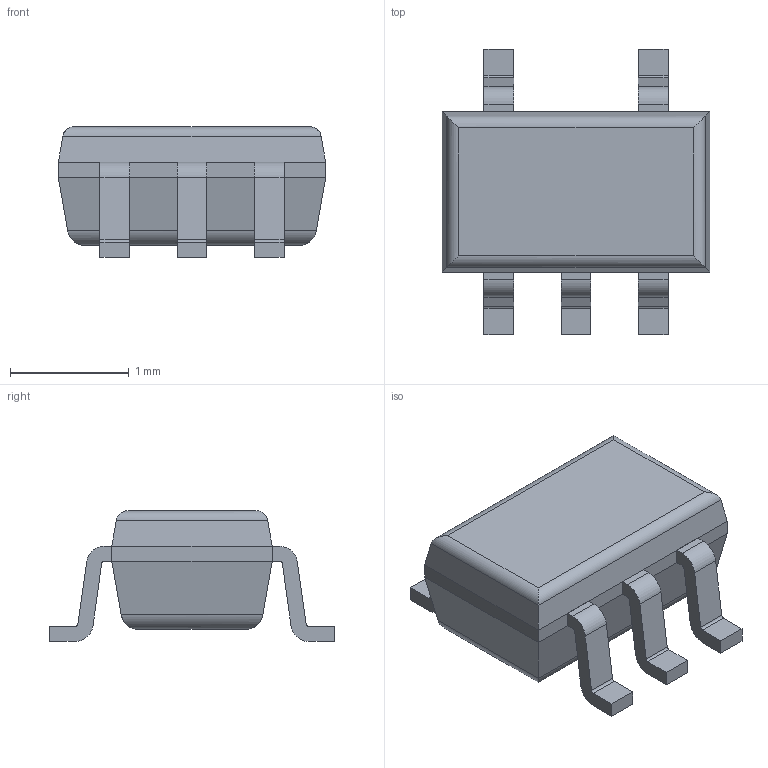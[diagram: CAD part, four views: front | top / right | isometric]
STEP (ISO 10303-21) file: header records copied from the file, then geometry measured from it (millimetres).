
FILE_DESCRIPTION(/* description */ (''),/* implementation_level */ '2;1');
FILE_NAME(/* name */ 'SC-70',/* time_stamp */ '2022-09-04T21:46:27-04:00',/* author */ (''),/* organization */ (''),/* preprocessor_version */ 'ST-DEVELOPER v16.5',/* originating_system */ 'Rhino 7.19',/* authorisation */ '');
FILE_SCHEMA (('AUTOMOTIVE_DESIGN'));
Length unit declared in the file: millimetre
Products named in the file (1): Document
Bounding box: 2.25 x 2.4 x 1.1 mm (x, y, z)
Volume: 2.9 mm3; surface area: 15.8 mm2
Topology: 6 solids, 6 shells, 92 faces, 224 edges, 144 vertices
Faces by surface type: plane 64, cylinder 28
Entity records: 2380 total; most frequent: CARTESIAN_POINT 766, ORIENTED_EDGE 448, EDGE_CURVE 224, B_SPLINE_CURVE_WITH_KNOTS 157, VERTEX_POINT 144, DIRECTION 96, AXIS2_PLACEMENT_3D 94, ADVANCED_FACE 92
